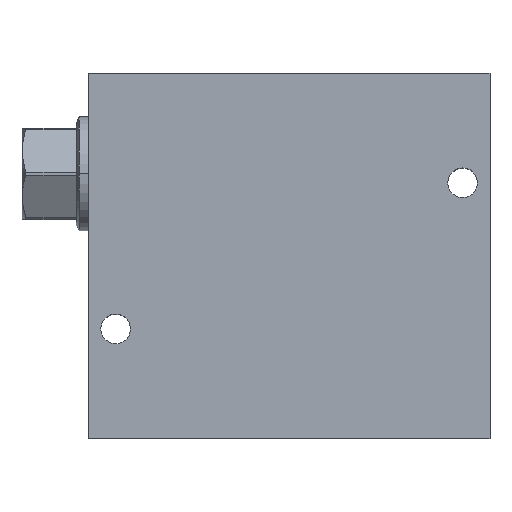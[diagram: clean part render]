
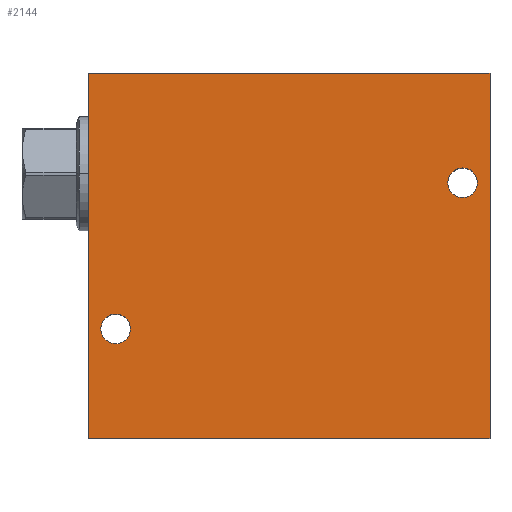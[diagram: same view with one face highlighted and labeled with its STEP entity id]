
A CAD part, top view. The second image highlights one B-rep face of the part: STEP entity #2144.
In plain terms, the highlighted planar face has unit normal (0, 0, 1).
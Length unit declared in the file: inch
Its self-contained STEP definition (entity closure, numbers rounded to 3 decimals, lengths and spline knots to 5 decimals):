
#113=DIRECTION('',(0.,-1.,0.));
#114=VECTOR('',#113,5.);
#115=CARTESIAN_POINT('',(0.,0.,2.5));
#116=LINE('',#115,#114);
#117=DIRECTION('',(-1.,0.,0.));
#118=VECTOR('',#117,5.5);
#119=CARTESIAN_POINT('',(5.5,0.,2.5));
#120=LINE('',#119,#118);
#121=DIRECTION('',(0.,1.,0.));
#122=VECTOR('',#121,5.);
#123=CARTESIAN_POINT('',(5.5,-5.,2.5));
#124=LINE('',#123,#122);
#125=DIRECTION('',(1.,0.,0.));
#126=VECTOR('',#125,5.5);
#127=CARTESIAN_POINT('',(0.,-5.,2.5));
#128=LINE('',#127,#126);
#129=CARTESIAN_POINT('',(5.125,-1.5,2.5));
#130=DIRECTION('',(0.,0.,-1.));
#131=DIRECTION('',(-1.,0.,0.));
#132=AXIS2_PLACEMENT_3D('',#129,#130,#131);
#134=CARTESIAN_POINT('',(5.125,-1.5,2.5));
#135=DIRECTION('',(0.,0.,-1.));
#136=DIRECTION('',(1.,0.,0.));
#137=AXIS2_PLACEMENT_3D('',#134,#135,#136);
#139=CARTESIAN_POINT('',(0.375,-3.5,2.5));
#140=DIRECTION('',(0.,0.,-1.));
#141=DIRECTION('',(-1.,0.,0.));
#142=AXIS2_PLACEMENT_3D('',#139,#140,#141);
#144=CARTESIAN_POINT('',(0.375,-3.5,2.5));
#145=DIRECTION('',(0.,0.,-1.));
#146=DIRECTION('',(1.,0.,0.));
#147=AXIS2_PLACEMENT_3D('',#144,#145,#146);
#1741=CARTESIAN_POINT('',(0.,0.,2.5));
#1742=CARTESIAN_POINT('',(0.,-5.,2.5));
#1743=VERTEX_POINT('',#1741);
#1744=VERTEX_POINT('',#1742);
#1745=CARTESIAN_POINT('',(5.5,-5.,2.5));
#1746=VERTEX_POINT('',#1745);
#1747=CARTESIAN_POINT('',(5.5,0.,2.5));
#1748=VERTEX_POINT('',#1747);
#1753=CARTESIAN_POINT('',(4.922,-1.5,2.5));
#1754=CARTESIAN_POINT('',(5.328,-1.5,2.5));
#1755=VERTEX_POINT('',#1753);
#1756=VERTEX_POINT('',#1754);
#1761=CARTESIAN_POINT('',(0.172,-3.5,2.5));
#1762=CARTESIAN_POINT('',(0.578,-3.5,2.5));
#1763=VERTEX_POINT('',#1761);
#1764=VERTEX_POINT('',#1762);
#2121=CARTESIAN_POINT('',(0.,0.,2.5));
#2122=DIRECTION('',(0.,0.,1.));
#2123=DIRECTION('',(1.,0.,0.));
#2124=AXIS2_PLACEMENT_3D('',#2121,#2122,#2123);
#2125=PLANE('',#2124);
#2126=ORIENTED_EDGE('',*,*,#2043,.F.);
#2127=ORIENTED_EDGE('',*,*,#2064,.F.);
#2128=ORIENTED_EDGE('',*,*,#2084,.F.);
#2129=ORIENTED_EDGE('',*,*,#2103,.F.);
#2130=EDGE_LOOP('',(#2126,#2127,#2128,#2129));
#2131=FACE_OUTER_BOUND('',#2130,.F.);
#2133=ORIENTED_EDGE('',*,*,#2132,.F.);
#2135=ORIENTED_EDGE('',*,*,#2134,.F.);
#2136=EDGE_LOOP('',(#2133,#2135));
#2137=FACE_BOUND('',#2136,.F.);
#2139=ORIENTED_EDGE('',*,*,#2138,.F.);
#2141=ORIENTED_EDGE('',*,*,#2140,.F.);
#2142=EDGE_LOOP('',(#2139,#2141));
#2143=FACE_BOUND('',#2142,.F.);
#2144=ADVANCED_FACE('',(#2131,#2137,#2143),#2125,.T.);
#133=CIRCLE('',#132,0.203);
#138=CIRCLE('',#137,0.203);
#143=CIRCLE('',#142,0.203);
#148=CIRCLE('',#147,0.203);
#2043=EDGE_CURVE('',#1743,#1744,#116,.T.);
#2064=EDGE_CURVE('',#1748,#1743,#120,.T.);
#2084=EDGE_CURVE('',#1746,#1748,#124,.T.);
#2103=EDGE_CURVE('',#1744,#1746,#128,.T.);
#2132=EDGE_CURVE('',#1755,#1756,#133,.T.);
#2134=EDGE_CURVE('',#1756,#1755,#138,.T.);
#2138=EDGE_CURVE('',#1763,#1764,#143,.T.);
#2140=EDGE_CURVE('',#1764,#1763,#148,.T.);
